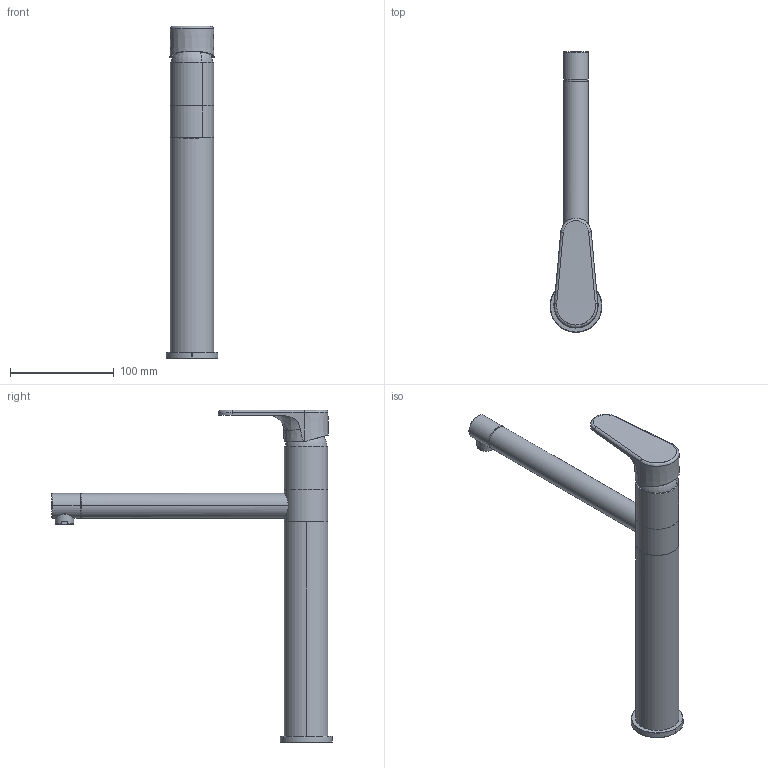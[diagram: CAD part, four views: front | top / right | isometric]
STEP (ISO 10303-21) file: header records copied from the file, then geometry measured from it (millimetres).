
FILE_DESCRIPTION(('CATIA V5 STEP Exchange','CAx-IF Rec.Pracs.--- Model Styling and Organization---1.5--- 2016-08-15','CAx-IF Rec.Pracs.---Supplemental Geometry---1.0---2011-11-01','CAx-IF Rec.Pracs.--- Composite Materials ---3.4---2017-06-13','CAx-IF Rec.Pracs.---Tessellated 3D Geometry---1.0---2015-12-17'),'2;1');
FILE_NAME('A3001585.stp','2025-06-30T14:08:30+00:00',('none'),('none'),'CATIA Version 5-6 Release 2020 SP3','CATIA V5 STEP AP242 v2','none');
FILE_SCHEMA(('AP242_MANAGED_MODEL_BASED_3D_ENGINEERING_MIM_LF {1 0 10303 442 1 1 4}'));
Length unit declared in the file: millimetre
Products named in the file (1): A3001585
Bounding box: 50.07 x 270.58 x 320.7 mm (x, y, z)
Volume: 59286.8 mm3; surface area: 99695.6 mm2
Topology: 5 solids, 75 shells, 175 faces, 574 edges, 487 vertices
Faces by surface type: cylinder 60, plane 43, cone 39, torus 16, bspline 15, sphere 2
Entity records: 9252 total; most frequent: CARTESIAN_POINT 4649, ORIENTED_EDGE 791, DIRECTION 665, EDGE_CURVE 572, VERTEX_POINT 487, AXIS2_PLACEMENT_3D 385, CIRCLE 257, EDGE_LOOP 204
